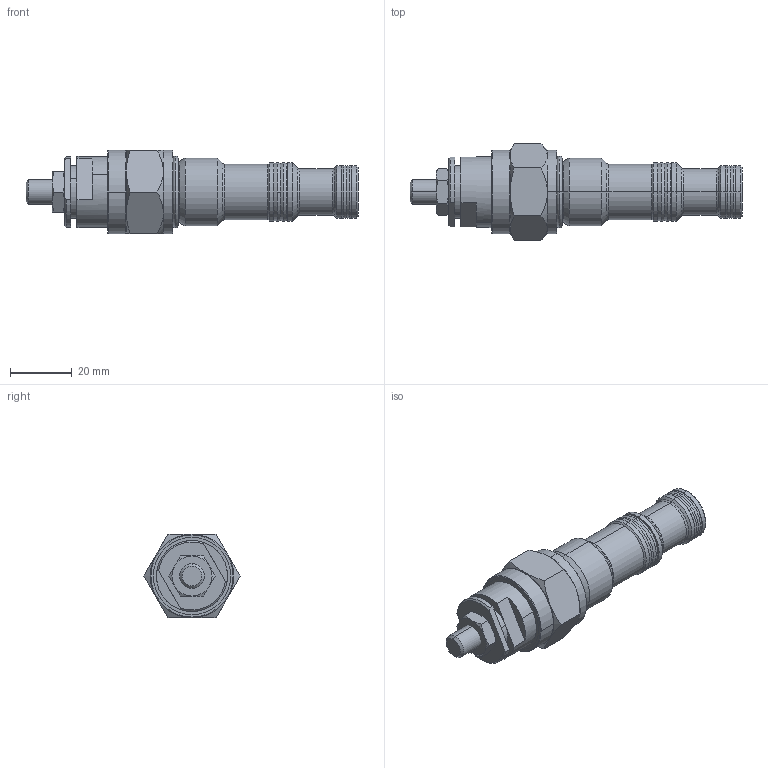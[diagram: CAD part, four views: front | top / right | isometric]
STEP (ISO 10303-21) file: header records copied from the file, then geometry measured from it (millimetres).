
FILE_DESCRIPTION (( 'STEP AP214' ), '1' );
FILE_NAME ('515.022E_Kunde.STEP', '2017-03-15T12:24:28', ( 'User' ), ( '' ), 'SwSTEP 2.0', 'SolidWorks 2016', '' );
FILE_SCHEMA (( 'AUTOMOTIVE_DESIGN' ));
Length unit declared in the file: millimetre
Products named in the file (1): 515.022E_Kunde
Bounding box: 107.5 x 31.18 x 27 mm (x, y, z)
Volume: 45564.7 mm3; surface area: 15140.2 mm2
Topology: 8 solids, 8 shells, 197 faces, 409 edges, 236 vertices
Faces by surface type: cone 74, cylinder 52, plane 49, torus 22
Entity records: 5548 total; most frequent: CARTESIAN_POINT 1223, DIRECTION 951, ORIENTED_EDGE 818, EDGE_CURVE 409, AXIS2_PLACEMENT_3D 408, VERTEX_POINT 236, CIRCLE 210, EDGE_LOOP 207
